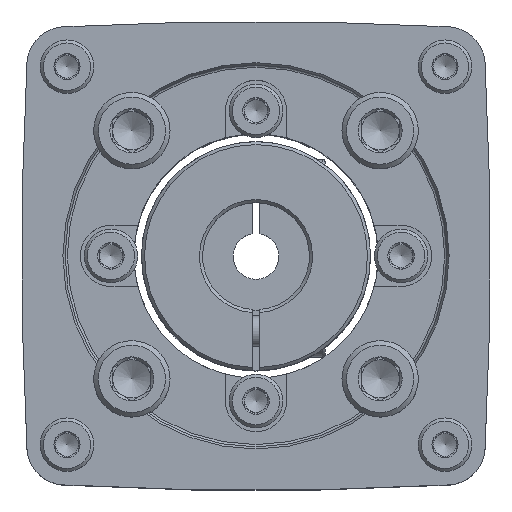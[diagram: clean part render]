
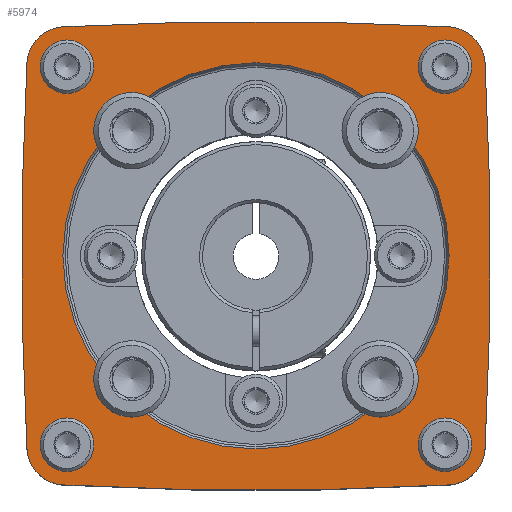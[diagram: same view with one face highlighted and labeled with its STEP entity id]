
A CAD part, top view. The second image highlights one B-rep face of the part: STEP entity #5974.
In plain terms, the highlighted planar face has unit normal (0, 0, 1).
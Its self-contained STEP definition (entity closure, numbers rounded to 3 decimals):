
#167=PLANE('',#6581);
#1294=CIRCLE('',#6556,5.);
#1296=CIRCLE('',#6559,450.);
#1298=CIRCLE('',#6562,5.);
#1300=CIRCLE('',#6565,450.);
#1302=CIRCLE('',#6568,5.);
#1304=CIRCLE('',#6571,450.);
#1306=CIRCLE('',#6574,5.);
#1308=CIRCLE('',#6577,450.);
#1311=CIRCLE('',#6582,2.);
#1312=CIRCLE('',#6583,2.);
#1313=CIRCLE('',#6584,2.);
#1314=CIRCLE('',#6585,2.);
#1315=CIRCLE('',#6586,25.289);
#2085=ORIENTED_EDGE('',*,*,#3526,.T.);
#2086=ORIENTED_EDGE('',*,*,#3527,.T.);
#2087=ORIENTED_EDGE('',*,*,#3528,.T.);
#2088=ORIENTED_EDGE('',*,*,#3529,.T.);
#2089=ORIENTED_EDGE('',*,*,#3530,.T.);
#2090=ORIENTED_EDGE('',*,*,#3501,.T.);
#2091=ORIENTED_EDGE('',*,*,#3505,.T.);
#2092=ORIENTED_EDGE('',*,*,#3508,.T.);
#2093=ORIENTED_EDGE('',*,*,#3511,.T.);
#2094=ORIENTED_EDGE('',*,*,#3514,.T.);
#2095=ORIENTED_EDGE('',*,*,#3517,.T.);
#2096=ORIENTED_EDGE('',*,*,#3520,.T.);
#2097=ORIENTED_EDGE('',*,*,#3523,.T.);
#3501=EDGE_CURVE('',#4273,#4274,#1294,.T.);
#3505=EDGE_CURVE('',#4274,#4277,#1296,.T.);
#3508=EDGE_CURVE('',#4277,#4279,#1298,.T.);
#3511=EDGE_CURVE('',#4279,#4281,#1300,.T.);
#3514=EDGE_CURVE('',#4281,#4283,#1302,.T.);
#3517=EDGE_CURVE('',#4283,#4285,#1304,.T.);
#3520=EDGE_CURVE('',#4285,#4287,#1306,.T.);
#3523=EDGE_CURVE('',#4287,#4273,#1308,.T.);
#3526=EDGE_CURVE('',#4290,#4290,#1311,.T.);
#3527=EDGE_CURVE('',#4291,#4291,#1312,.T.);
#3528=EDGE_CURVE('',#4292,#4292,#1313,.T.);
#3529=EDGE_CURVE('',#4293,#4293,#1314,.T.);
#3530=EDGE_CURVE('',#4294,#4294,#1315,.T.);
#4273=VERTEX_POINT('',#9776);
#4274=VERTEX_POINT('',#9777);
#4277=VERTEX_POINT('',#9785);
#4279=VERTEX_POINT('',#9791);
#4281=VERTEX_POINT('',#9797);
#4283=VERTEX_POINT('',#9803);
#4285=VERTEX_POINT('',#9809);
#4287=VERTEX_POINT('',#9815);
#4290=VERTEX_POINT('',#9827);
#4291=VERTEX_POINT('',#9829);
#4292=VERTEX_POINT('',#9831);
#4293=VERTEX_POINT('',#9833);
#4294=VERTEX_POINT('',#9835);
#4943=EDGE_LOOP('',(#2085));
#4944=EDGE_LOOP('',(#2086));
#4945=EDGE_LOOP('',(#2087));
#4946=EDGE_LOOP('',(#2088));
#4947=EDGE_LOOP('',(#2089));
#4948=EDGE_LOOP('',(#2090,#2091,#2092,#2093,#2094,#2095,#2096,#2097));
#5481=FACE_BOUND('',#4943,.T.);
#5482=FACE_BOUND('',#4944,.T.);
#5483=FACE_BOUND('',#4945,.T.);
#5484=FACE_BOUND('',#4946,.T.);
#5485=FACE_BOUND('',#4947,.T.);
#5486=FACE_BOUND('',#4948,.T.);
#5974=ADVANCED_FACE('',(#5481,#5482,#5483,#5484,#5485,#5486),#167,.T.);
#6556=AXIS2_PLACEMENT_3D('',#9775,#7716,#7717);
#6559=AXIS2_PLACEMENT_3D('',#9784,#7724,#7725);
#6562=AXIS2_PLACEMENT_3D('',#9790,#7731,#7732);
#6565=AXIS2_PLACEMENT_3D('',#9796,#7738,#7739);
#6568=AXIS2_PLACEMENT_3D('',#9802,#7745,#7746);
#6571=AXIS2_PLACEMENT_3D('',#9808,#7752,#7753);
#6574=AXIS2_PLACEMENT_3D('',#9814,#7759,#7760);
#6577=AXIS2_PLACEMENT_3D('',#9820,#7766,#7767);
#6581=AXIS2_PLACEMENT_3D('',#9825,#7774,#7775);
#6582=AXIS2_PLACEMENT_3D('',#9826,#7776,#7777);
#6583=AXIS2_PLACEMENT_3D('',#9828,#7778,#7779);
#6584=AXIS2_PLACEMENT_3D('',#9830,#7780,#7781);
#6585=AXIS2_PLACEMENT_3D('',#9832,#7782,#7783);
#6586=AXIS2_PLACEMENT_3D('',#9834,#7784,#7785);
#7716=DIRECTION('',(0.,0.,1.));
#7717=DIRECTION('',(1.,0.,0.));
#7724=DIRECTION('',(0.,0.,1.));
#7725=DIRECTION('',(1.,0.,0.));
#7731=DIRECTION('',(0.,0.,1.));
#7732=DIRECTION('',(1.,0.,0.));
#7738=DIRECTION('',(0.,0.,1.));
#7739=DIRECTION('',(1.,0.,0.));
#7745=DIRECTION('',(0.,0.,1.));
#7746=DIRECTION('',(1.,0.,0.));
#7752=DIRECTION('',(0.,0.,1.));
#7753=DIRECTION('',(1.,0.,0.));
#7759=DIRECTION('',(0.,0.,1.));
#7760=DIRECTION('',(1.,0.,0.));
#7766=DIRECTION('',(0.,0.,1.));
#7767=DIRECTION('',(1.,0.,0.));
#7774=DIRECTION('',(0.,0.,1.));
#7775=DIRECTION('',(1.,0.,0.));
#7776=DIRECTION('',(0.,0.,-1.));
#7777=DIRECTION('',(-1.,0.,0.));
#7778=DIRECTION('',(0.,0.,-1.));
#7779=DIRECTION('',(-1.,0.,0.));
#7780=DIRECTION('',(0.,0.,-1.));
#7781=DIRECTION('',(-1.,0.,0.));
#7782=DIRECTION('',(0.,0.,-1.));
#7783=DIRECTION('',(-1.,0.,0.));
#7784=DIRECTION('',(0.,0.,-1.));
#7785=DIRECTION('',(-1.,0.,0.));
#9775=CARTESIAN_POINT('',(-24.997,24.997,0.));
#9776=CARTESIAN_POINT('',(-25.278,29.989,0.));
#9777=CARTESIAN_POINT('',(-29.989,25.278,0.));
#9784=CARTESIAN_POINT('',(419.3,0.,0.));
#9785=CARTESIAN_POINT('',(-29.989,-25.278,0.));
#9790=CARTESIAN_POINT('',(-24.997,-24.997,0.));
#9791=CARTESIAN_POINT('',(-25.278,-29.989,0.));
#9796=CARTESIAN_POINT('',(0.,419.3,0.));
#9797=CARTESIAN_POINT('',(25.278,-29.989,0.));
#9802=CARTESIAN_POINT('',(24.997,-24.997,0.));
#9803=CARTESIAN_POINT('',(29.989,-25.278,0.));
#9808=CARTESIAN_POINT('',(-419.3,0.,0.));
#9809=CARTESIAN_POINT('',(29.989,25.278,0.));
#9814=CARTESIAN_POINT('',(24.997,24.997,0.));
#9815=CARTESIAN_POINT('',(25.278,29.989,0.));
#9820=CARTESIAN_POINT('',(0.,-419.3,0.));
#9825=CARTESIAN_POINT('',(197.151,12.499,0.));
#9826=CARTESIAN_POINT('',(-24.749,24.749,0.));
#9827=CARTESIAN_POINT('',(-26.749,24.749,0.));
#9828=CARTESIAN_POINT('',(24.749,-24.749,0.));
#9829=CARTESIAN_POINT('',(22.749,-24.749,0.));
#9830=CARTESIAN_POINT('',(-24.749,-24.749,0.));
#9831=CARTESIAN_POINT('',(-26.749,-24.749,0.));
#9832=CARTESIAN_POINT('',(24.749,24.749,0.));
#9833=CARTESIAN_POINT('',(22.749,24.749,0.));
#9834=CARTESIAN_POINT('',(0.,0.,0.));
#9835=CARTESIAN_POINT('',(-25.289,0.,0.));
